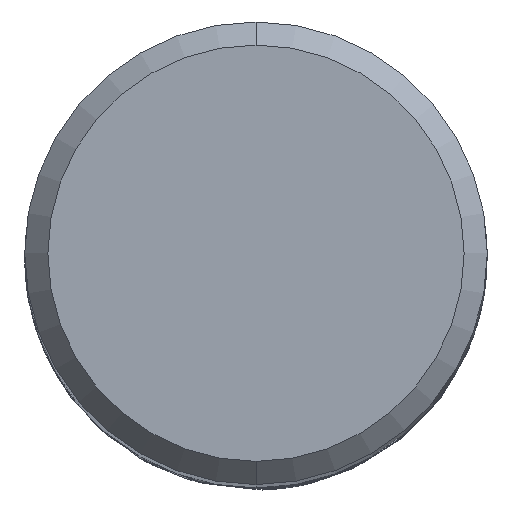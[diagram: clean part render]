
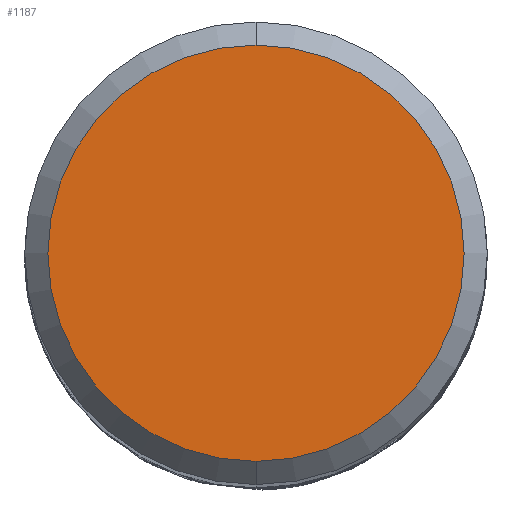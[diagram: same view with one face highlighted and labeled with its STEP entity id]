
A CAD part, top view. The second image highlights one B-rep face of the part: STEP entity #1187.
In plain terms, the highlighted planar face has unit normal (0, 0, 1).
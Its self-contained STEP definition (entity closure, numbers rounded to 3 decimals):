
#831=VERTEX_POINT('',#2006);
#837=EDGE_CURVE('',#831,#1177,#2012,.T.);
#1177=VERTEX_POINT('',#2382);
#1187=ADVANCED_FACE('',(#2392),#2393,.T.);
#1269=EDGE_CURVE('',#1177,#831,#2484,.T.);
#2006=CARTESIAN_POINT('',(0.0,5.4,0.0));
#2012=CIRCLE('',#5745,5.4);
#2382=CARTESIAN_POINT('',(0.,-5.4,0.0));
#2392=FACE_OUTER_BOUND('',#10198,.T.);
#2393=PLANE('',#10199);
#2484=CIRCLE('',#11021,5.4);
#5745=AXIS2_PLACEMENT_3D('',#16939,#16940,#16941);
#10198=EDGE_LOOP('',(#17319,#17320));
#10199=AXIS2_PLACEMENT_3D('',#17321,#17322,#17323);
#11021=AXIS2_PLACEMENT_3D('',#17413,#17414,#17415);
#16939=CARTESIAN_POINT('',(0.0,0.0,0.0));
#16940=DIRECTION('',(0.0,0.0,-1.0));
#16941=DIRECTION('',(0.0,1.0,0.0));
#17319=ORIENTED_EDGE('',*,*,#837,.F.);
#17320=ORIENTED_EDGE('',*,*,#1269,.F.);
#17321=CARTESIAN_POINT('',(0.0,2.7,0.0));
#17322=DIRECTION('',(-0.0,0.0,1.0));
#17323=DIRECTION('',(0.0,-1.0,0.0));
#17413=CARTESIAN_POINT('',(0.0,0.0,0.0));
#17414=DIRECTION('',(0.0,0.0,-1.0));
#17415=DIRECTION('',(0.0,1.0,0.0));
